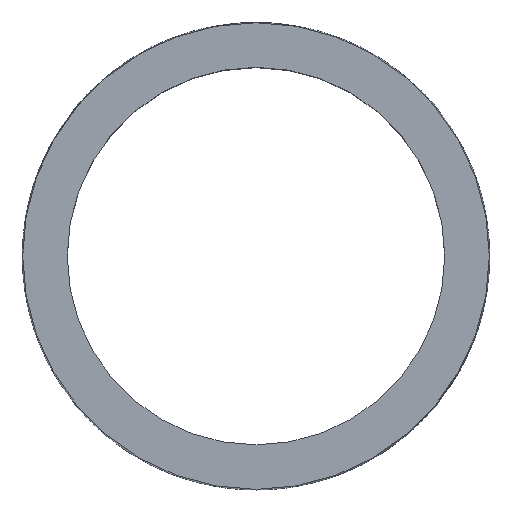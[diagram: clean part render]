
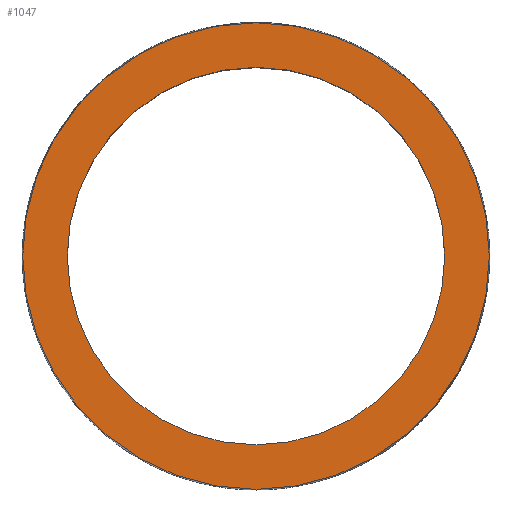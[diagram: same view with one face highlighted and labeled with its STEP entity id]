
A CAD part, top view. The second image highlights one B-rep face of the part: STEP entity #1047.
In plain terms, the highlighted planar face has unit normal (0, 0, 1).
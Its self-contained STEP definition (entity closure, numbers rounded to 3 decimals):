
#4 = PLANE ( 'NONE',  #864 ) ;
#24 = CARTESIAN_POINT ( 'NONE',  ( -500., 0., 300. ) ) ;
#54 = DIRECTION ( 'NONE',  ( 1., 0., 0. ) ) ;
#62 = EDGE_CURVE ( 'NONE', #709, #230, #199, .T. ) ;
#100 = DIRECTION ( 'NONE',  ( 1., 0., 0. ) ) ;
#127 = CIRCLE ( 'NONE', #965, 500. ) ;
#152 = DIRECTION ( 'NONE',  ( 0., 0., -1. ) ) ;
#172 = DIRECTION ( 'NONE',  ( 0., 0., 1. ) ) ;
#199 = CIRCLE ( 'NONE', #299, 618. ) ;
#230 = VERTEX_POINT ( 'NONE', #410 ) ;
#263 = FACE_OUTER_BOUND ( 'NONE', #1440, .T. ) ;
#299 = AXIS2_PLACEMENT_3D ( 'NONE', #602, #1543, #100 ) ;
#305 = EDGE_CURVE ( 'NONE', #1015, #1563, #1269, .T. ) ;
#335 = AXIS2_PLACEMENT_3D ( 'NONE', #1132, #172, #54 ) ;
#355 = CIRCLE ( 'NONE', #742, 618. ) ;
#384 = ORIENTED_EDGE ( 'NONE', *, *, #305, .F. ) ;
#387 = FACE_BOUND ( 'NONE', #428, .T. ) ;
#393 = DIRECTION ( 'NONE',  ( 1., 0., 0. ) ) ;
#410 = CARTESIAN_POINT ( 'NONE',  ( -618., 0., 300. ) ) ;
#413 = ORIENTED_EDGE ( 'NONE', *, *, #62, .T. ) ;
#428 = EDGE_LOOP ( 'NONE', ( #1402, #384 ) ) ;
#517 = CARTESIAN_POINT ( 'NONE',  ( 0., 618., 300. ) ) ;
#602 = CARTESIAN_POINT ( 'NONE',  ( 0., 0., 300. ) ) ;
#709 = VERTEX_POINT ( 'NONE', #836 ) ;
#739 = EDGE_CURVE ( 'NONE', #230, #709, #355, .T. ) ;
#742 = AXIS2_PLACEMENT_3D ( 'NONE', #857, #755, #1123 ) ;
#755 = DIRECTION ( 'NONE',  ( 0., 0., 1. ) ) ;
#801 = ORIENTED_EDGE ( 'NONE', *, *, #739, .T. ) ;
#836 = CARTESIAN_POINT ( 'NONE',  ( 618., 0., 300. ) ) ;
#857 = CARTESIAN_POINT ( 'NONE',  ( 0., 0., 300. ) ) ;
#864 = AXIS2_PLACEMENT_3D ( 'NONE', #517, #152, #979 ) ;
#965 = AXIS2_PLACEMENT_3D ( 'NONE', #1487, #1353, #393 ) ;
#979 = DIRECTION ( 'NONE',  ( -1., 0., 0. ) ) ;
#1015 = VERTEX_POINT ( 'NONE', #24 ) ;
#1047 = ADVANCED_FACE ( 'NONE', ( #387, #263 ), #4, .F. ) ;
#1117 = EDGE_CURVE ( 'NONE', #1563, #1015, #127, .T. ) ;
#1123 = DIRECTION ( 'NONE',  ( 1., 0., 0. ) ) ;
#1132 = CARTESIAN_POINT ( 'NONE',  ( 0., 0., 300. ) ) ;
#1269 = CIRCLE ( 'NONE', #335, 500. ) ;
#1353 = DIRECTION ( 'NONE',  ( 0., 0., 1. ) ) ;
#1402 = ORIENTED_EDGE ( 'NONE', *, *, #1117, .F. ) ;
#1440 = EDGE_LOOP ( 'NONE', ( #413, #801 ) ) ;
#1468 = CARTESIAN_POINT ( 'NONE',  ( 500., 0., 300. ) ) ;
#1487 = CARTESIAN_POINT ( 'NONE',  ( 0., 0., 300. ) ) ;
#1543 = DIRECTION ( 'NONE',  ( 0., 0., 1. ) ) ;
#1563 = VERTEX_POINT ( 'NONE', #1468 ) ;
